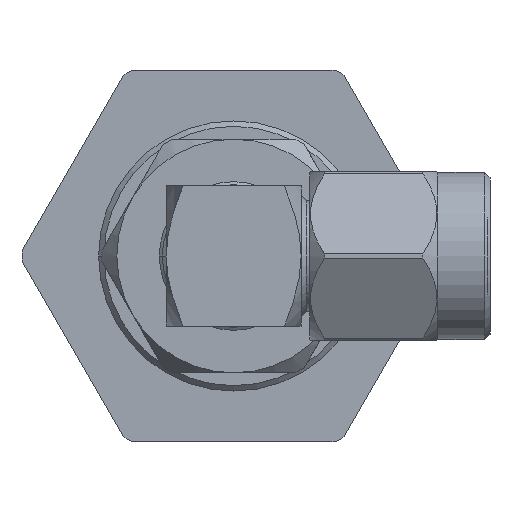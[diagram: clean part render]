
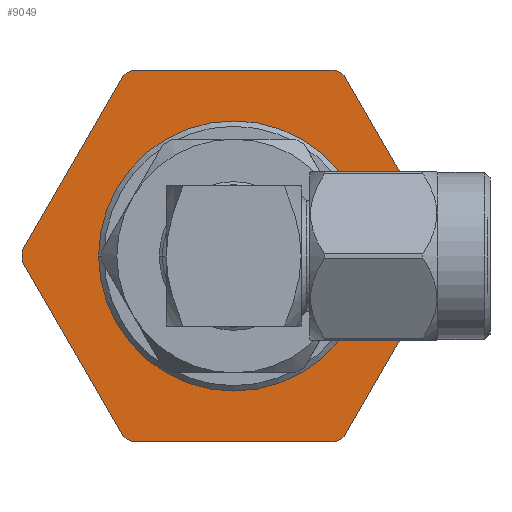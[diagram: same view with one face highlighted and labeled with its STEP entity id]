
A CAD part, left-side view. The second image highlights one B-rep face of the part: STEP entity #9049.
In plain terms, the highlighted face is planar.
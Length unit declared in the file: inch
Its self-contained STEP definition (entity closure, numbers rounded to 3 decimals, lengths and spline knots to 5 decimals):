
#153 = CARTESIAN_POINT ( 'NONE',  ( 0.93213, 0., 0. ) ) ;
#227 = AXIS2_PLACEMENT_3D ( 'NONE', #23042, #22952, #4533 ) ;
#370 = VERTEX_POINT ( 'NONE', #2602 ) ;
#577 = CARTESIAN_POINT ( 'NONE',  ( 0.93213, -0.34449, -0.19889 ) ) ;
#775 = DIRECTION ( 'NONE',  ( -1., 0., 0. ) ) ;
#1377 = ORIENTED_EDGE ( 'NONE', *, *, #10949, .T. ) ;
#1692 = LINE ( 'NONE', #5715, #22559 ) ;
#1902 = ORIENTED_EDGE ( 'NONE', *, *, #16385, .F. ) ;
#1914 = ORIENTED_EDGE ( 'NONE', *, *, #6606, .F. ) ;
#1972 = ORIENTED_EDGE ( 'NONE', *, *, #13766, .T. ) ;
#2025 = VERTEX_POINT ( 'NONE', #18553 ) ;
#2602 = CARTESIAN_POINT ( 'NONE',  ( 0.93213, 0.00964, -0.39222 ) ) ;
#2709 = CARTESIAN_POINT ( 'NONE',  ( 0.93213, -0.33485, 0.20446 ) ) ;
#3069 = LINE ( 'NONE', #5087, #9938 ) ;
#3261 = VERTEX_POINT ( 'NONE', #11977 ) ;
#3412 = DIRECTION ( 'NONE',  ( 0., -0.866, -0.5 ) ) ;
#3740 = VERTEX_POINT ( 'NONE', #24791 ) ;
#3775 = CARTESIAN_POINT ( 'NONE',  ( 0.93213, 0., 0. ) ) ;
#3822 = ORIENTED_EDGE ( 'NONE', *, *, #22674, .T. ) ;
#4138 = VECTOR ( 'NONE', #11154, 39.37008 ) ;
#4455 = DIRECTION ( 'NONE',  ( -1., 0., 0. ) ) ;
#4533 = DIRECTION ( 'NONE',  ( 0., 0., 1. ) ) ;
#4593 = ORIENTED_EDGE ( 'NONE', *, *, #16251, .T. ) ;
#4630 = DIRECTION ( 'NONE',  ( 0., 0., 1. ) ) ;
#4771 = CARTESIAN_POINT ( 'NONE',  ( 0.93213, 0., 0.39778 ) ) ;
#4963 = LINE ( 'NONE', #11535, #11160 ) ;
#5005 = EDGE_CURVE ( 'NONE', #24866, #10391, #1692, .T. ) ;
#5087 = CARTESIAN_POINT ( 'NONE',  ( 0.93213, 0.34449, -0.19889 ) ) ;
#5215 = CIRCLE ( 'NONE', #10064, 0.39233 ) ;
#5458 = LINE ( 'NONE', #577, #4138 ) ;
#5525 = ORIENTED_EDGE ( 'NONE', *, *, #19016, .F. ) ;
#5690 = VERTEX_POINT ( 'NONE', #26756 ) ;
#5715 = CARTESIAN_POINT ( 'NONE',  ( 0.93213, -0.34449, 0.19889 ) ) ;
#5747 = CIRCLE ( 'NONE', #20623, 0.39233 ) ;
#5830 = DIRECTION ( 'NONE',  ( 0., 0.866, -0.5 ) ) ;
#5899 = DIRECTION ( 'NONE',  ( 0., 0., 1. ) ) ;
#6484 = AXIS2_PLACEMENT_3D ( 'NONE', #8841, #13292, #23694 ) ;
#6606 = EDGE_CURVE ( 'NONE', #24866, #3261, #14652, .T. ) ;
#6878 = AXIS2_PLACEMENT_3D ( 'NONE', #20649, #8145, #5899 ) ;
#7224 = VERTEX_POINT ( 'NONE', #18619 ) ;
#7589 = ORIENTED_EDGE ( 'NONE', *, *, #26819, .T. ) ;
#7657 = CIRCLE ( 'NONE', #17702, 0.39233 ) ;
#7798 = LINE ( 'NONE', #4771, #22463 ) ;
#8005 = VECTOR ( 'NONE', #5830, 39.37008 ) ;
#8145 = DIRECTION ( 'NONE',  ( -1., 0., 0. ) ) ;
#8169 = CARTESIAN_POINT ( 'NONE',  ( 0.93213, 0., -0.39778 ) ) ;
#8841 = CARTESIAN_POINT ( 'NONE',  ( 0.93213, 0., 0. ) ) ;
#9049 = ADVANCED_FACE ( 'NONE', ( #16519, #17844 ), #24363, .F. ) ;
#9244 = CARTESIAN_POINT ( 'NONE',  ( 0.93213, 0., 0. ) ) ;
#9382 = EDGE_LOOP ( 'NONE', ( #7589, #1377 ) ) ;
#9454 = VERTEX_POINT ( 'NONE', #14418 ) ;
#9879 = DIRECTION ( 'NONE',  ( 0., 0., 1. ) ) ;
#9938 = VECTOR ( 'NONE', #24591, 39.37008 ) ;
#10064 = AXIS2_PLACEMENT_3D ( 'NONE', #20942, #4455, #4630 ) ;
#10092 = DIRECTION ( 'NONE',  ( -1., 0., 0. ) ) ;
#10391 = VERTEX_POINT ( 'NONE', #2709 ) ;
#10599 = EDGE_CURVE ( 'NONE', #5690, #25134, #7657, .T. ) ;
#10816 = ORIENTED_EDGE ( 'NONE', *, *, #10599, .F. ) ;
#10949 = EDGE_CURVE ( 'NONE', #9454, #14714, #23328, .T. ) ;
#11154 = DIRECTION ( 'NONE',  ( 0., 0., -1. ) ) ;
#11160 = VECTOR ( 'NONE', #24021, 39.37008 ) ;
#11216 = CARTESIAN_POINT ( 'NONE',  ( 0.93213, 0., -0.39233 ) ) ;
#11264 = EDGE_CURVE ( 'NONE', #24396, #7224, #17108, .T. ) ;
#11508 = DIRECTION ( 'NONE',  ( -1., 0., 0. ) ) ;
#11535 = CARTESIAN_POINT ( 'NONE',  ( 0.93213, 0.34449, 0.19889 ) ) ;
#11977 = CARTESIAN_POINT ( 'NONE',  ( 0.93213, 0.00964, 0.39222 ) ) ;
#13032 = VERTEX_POINT ( 'NONE', #11216 ) ;
#13292 = DIRECTION ( 'NONE',  ( -1., 0., 0. ) ) ;
#13563 = EDGE_CURVE ( 'NONE', #20269, #10391, #5215, .T. ) ;
#13766 = EDGE_CURVE ( 'NONE', #5690, #3261, #7798, .T. ) ;
#13907 = CARTESIAN_POINT ( 'NONE',  ( 0.93213, -0.00964, 0.39222 ) ) ;
#14095 = EDGE_LOOP ( 'NONE', ( #10816, #1972, #1914, #15092, #24819, #4593, #16748, #26470, #5525, #1902, #22278, #15641, #3822 ) ) ;
#14271 = CARTESIAN_POINT ( 'NONE',  ( 0.93213, 0.34449, 0.18776 ) ) ;
#14332 = DIRECTION ( 'NONE',  ( -1., 0., 0. ) ) ;
#14418 = CARTESIAN_POINT ( 'NONE',  ( 0.93213, 0., -0.25033 ) ) ;
#14520 = CIRCLE ( 'NONE', #26319, 0.25033 ) ;
#14652 = CIRCLE ( 'NONE', #25793, 0.39233 ) ;
#14714 = VERTEX_POINT ( 'NONE', #17949 ) ;
#14816 = CARTESIAN_POINT ( 'NONE',  ( 0.93213, 0.34449, -0.18776 ) ) ;
#15061 = CIRCLE ( 'NONE', #6878, 0.39233 ) ;
#15092 = ORIENTED_EDGE ( 'NONE', *, *, #5005, .T. ) ;
#15610 = CARTESIAN_POINT ( 'NONE',  ( 0.93213, 0., 0. ) ) ;
#15641 = ORIENTED_EDGE ( 'NONE', *, *, #23012, .F. ) ;
#15782 = CIRCLE ( 'NONE', #6484, 0.39233 ) ;
#15976 = DIRECTION ( 'NONE',  ( -1., 0., 0. ) ) ;
#16251 = EDGE_CURVE ( 'NONE', #20269, #3740, #5458, .T. ) ;
#16385 = EDGE_CURVE ( 'NONE', #370, #13032, #18502, .T. ) ;
#16447 = AXIS2_PLACEMENT_3D ( 'NONE', #24275, #15976, #9879 ) ;
#16519 = FACE_BOUND ( 'NONE', #9382, .T. ) ;
#16748 = ORIENTED_EDGE ( 'NONE', *, *, #17613, .F. ) ;
#17108 = LINE ( 'NONE', #8169, #8005 ) ;
#17613 = EDGE_CURVE ( 'NONE', #24396, #3740, #5747, .T. ) ;
#17702 = AXIS2_PLACEMENT_3D ( 'NONE', #20489, #10092, #22295 ) ;
#17844 = FACE_OUTER_BOUND ( 'NONE', #14095, .T. ) ;
#17949 = CARTESIAN_POINT ( 'NONE',  ( 0.93213, 0., 0.25033 ) ) ;
#18041 = CARTESIAN_POINT ( 'NONE',  ( 0.93213, -0.34449, 0.18776 ) ) ;
#18502 = CIRCLE ( 'NONE', #20571, 0.39233 ) ;
#18553 = CARTESIAN_POINT ( 'NONE',  ( 0.93213, 0.33485, -0.20446 ) ) ;
#18560 = DIRECTION ( 'NONE',  ( 0., 0., 1. ) ) ;
#18619 = CARTESIAN_POINT ( 'NONE',  ( 0.93213, -0.00964, -0.39222 ) ) ;
#19016 = EDGE_CURVE ( 'NONE', #13032, #7224, #15782, .T. ) ;
#19723 = DIRECTION ( 'NONE',  ( 0., 0., 1. ) ) ;
#20176 = EDGE_CURVE ( 'NONE', #370, #2025, #3069, .T. ) ;
#20269 = VERTEX_POINT ( 'NONE', #18041 ) ;
#20489 = CARTESIAN_POINT ( 'NONE',  ( 0.93213, 0., 0. ) ) ;
#20571 = AXIS2_PLACEMENT_3D ( 'NONE', #15610, #11508, #19723 ) ;
#20623 = AXIS2_PLACEMENT_3D ( 'NONE', #153, #25326, #21214 ) ;
#20649 = CARTESIAN_POINT ( 'NONE',  ( 0.93213, 0., 0. ) ) ;
#20942 = CARTESIAN_POINT ( 'NONE',  ( 0.93213, 0., 0. ) ) ;
#21214 = DIRECTION ( 'NONE',  ( 0., 0., 1. ) ) ;
#21268 = DIRECTION ( 'NONE',  ( 0., -0.866, 0.5 ) ) ;
#21511 = CARTESIAN_POINT ( 'NONE',  ( 0.93213, -0.33485, -0.20446 ) ) ;
#22278 = ORIENTED_EDGE ( 'NONE', *, *, #20176, .T. ) ;
#22295 = DIRECTION ( 'NONE',  ( 0., 0., 1. ) ) ;
#22463 = VECTOR ( 'NONE', #21268, 39.37008 ) ;
#22559 = VECTOR ( 'NONE', #3412, 39.37008 ) ;
#22674 = EDGE_CURVE ( 'NONE', #26510, #25134, #4963, .T. ) ;
#22952 = DIRECTION ( 'NONE',  ( -1., 0., 0. ) ) ;
#23012 = EDGE_CURVE ( 'NONE', #26510, #2025, #15061, .T. ) ;
#23042 = CARTESIAN_POINT ( 'NONE',  ( 0.93213, 0., 0. ) ) ;
#23328 = CIRCLE ( 'NONE', #227, 0.25033 ) ;
#23694 = DIRECTION ( 'NONE',  ( 0., 0., 1. ) ) ;
#24021 = DIRECTION ( 'NONE',  ( 0., 0., 1. ) ) ;
#24275 = CARTESIAN_POINT ( 'NONE',  ( 0.93213, 0.3396, 0. ) ) ;
#24363 = PLANE ( 'NONE',  #16447 ) ;
#24396 = VERTEX_POINT ( 'NONE', #21511 ) ;
#24591 = DIRECTION ( 'NONE',  ( 0., 0.866, 0.5 ) ) ;
#24791 = CARTESIAN_POINT ( 'NONE',  ( 0.93213, -0.34449, -0.18776 ) ) ;
#24819 = ORIENTED_EDGE ( 'NONE', *, *, #13563, .F. ) ;
#24866 = VERTEX_POINT ( 'NONE', #13907 ) ;
#25134 = VERTEX_POINT ( 'NONE', #14271 ) ;
#25326 = DIRECTION ( 'NONE',  ( -1., 0., 0. ) ) ;
#25793 = AXIS2_PLACEMENT_3D ( 'NONE', #3775, #14332, #18560 ) ;
#25942 = DIRECTION ( 'NONE',  ( 0., 0., 1. ) ) ;
#26319 = AXIS2_PLACEMENT_3D ( 'NONE', #9244, #775, #25942 ) ;
#26470 = ORIENTED_EDGE ( 'NONE', *, *, #11264, .T. ) ;
#26510 = VERTEX_POINT ( 'NONE', #14816 ) ;
#26756 = CARTESIAN_POINT ( 'NONE',  ( 0.93213, 0.33485, 0.20446 ) ) ;
#26819 = EDGE_CURVE ( 'NONE', #14714, #9454, #14520, .T. ) ;
